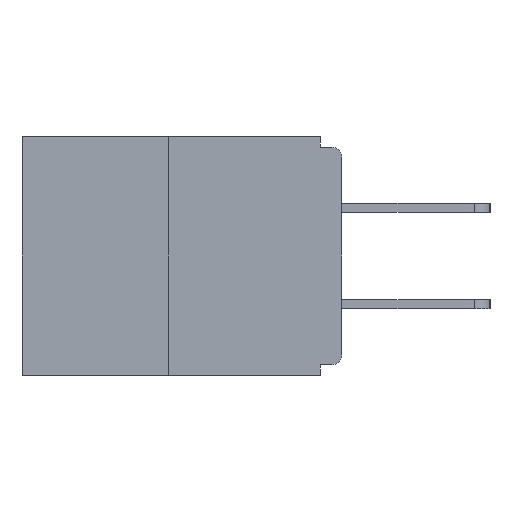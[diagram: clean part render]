
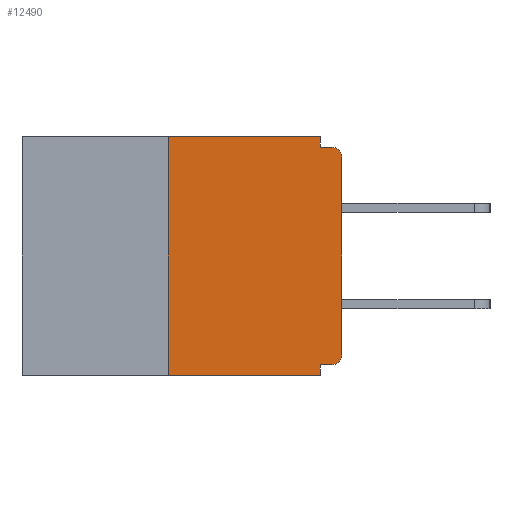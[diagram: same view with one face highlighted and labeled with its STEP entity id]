
A CAD part, left-side view. The second image highlights one B-rep face of the part: STEP entity #12490.
In plain terms, the highlighted planar face has unit normal (-1, 0, 0).
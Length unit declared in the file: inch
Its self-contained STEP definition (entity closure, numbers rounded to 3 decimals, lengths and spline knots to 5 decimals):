
#379 = CARTESIAN_POINT ( 'NONE',  ( 0., 0.25, 0. ) ) ;
#568 = DIRECTION ( 'NONE',  ( 0., 0., 1. ) ) ;
#1558 = ORIENTED_EDGE ( 'NONE', *, *, #16509, .T. ) ;
#1749 = CARTESIAN_POINT ( 'NONE',  ( 0., 0.25, 0. ) ) ;
#2011 = AXIS2_PLACEMENT_3D ( 'NONE', #17590, #2655, #19684 ) ;
#2570 = EDGE_CURVE ( 'NONE', #3694, #21935, #13767, .T. ) ;
#2655 = DIRECTION ( 'NONE',  ( 1., 0., 0. ) ) ;
#2816 = EDGE_CURVE ( 'NONE', #25596, #4816, #26471, .T. ) ;
#3694 = VERTEX_POINT ( 'NONE', #14815 ) ;
#3977 = CARTESIAN_POINT ( 'NONE',  ( 0., 0.015, -0.313 ) ) ;
#4498 = CARTESIAN_POINT ( 'NONE',  ( 0., 0., 0. ) ) ;
#4816 = VERTEX_POINT ( 'NONE', #20438 ) ;
#5406 = ORIENTED_EDGE ( 'NONE', *, *, #11651, .F. ) ;
#5853 = ORIENTED_EDGE ( 'NONE', *, *, #19451, .T. ) ;
#6006 = LINE ( 'NONE', #10325, #19076 ) ;
#6145 = EDGE_CURVE ( 'NONE', #15609, #4816, #6865, .T. ) ;
#6865 = LINE ( 'NONE', #17747, #16796 ) ;
#6934 = CARTESIAN_POINT ( 'NONE',  ( 0., 0., -0.313 ) ) ;
#6948 = EDGE_CURVE ( 'NONE', #21355, #12028, #15575, .T. ) ;
#6976 = FACE_OUTER_BOUND ( 'NONE', #21789, .T. ) ;
#7657 = EDGE_CURVE ( 'NONE', #12028, #15609, #6006, .T. ) ;
#7855 = ORIENTED_EDGE ( 'NONE', *, *, #6948, .F. ) ;
#8211 = EDGE_CURVE ( 'NONE', #21935, #20283, #21559, .T. ) ;
#9249 = ORIENTED_EDGE ( 'NONE', *, *, #8211, .F. ) ;
#9650 = ORIENTED_EDGE ( 'NONE', *, *, #2570, .F. ) ;
#10325 = CARTESIAN_POINT ( 'NONE',  ( 0., 0.031, 0. ) ) ;
#10575 = LINE ( 'NONE', #379, #12218 ) ;
#10667 = DIRECTION ( 'NONE',  ( -1., 0., 0. ) ) ;
#10697 = EDGE_CURVE ( 'NONE', #11707, #25596, #15763, .T. ) ;
#11313 = DIRECTION ( 'NONE',  ( 0., -1., 0. ) ) ;
#11454 = AXIS2_PLACEMENT_3D ( 'NONE', #3977, #14969, #14442 ) ;
#11651 = EDGE_CURVE ( 'NONE', #25921, #21355, #10575, .T. ) ;
#11707 = VERTEX_POINT ( 'NONE', #6934 ) ;
#12028 = VERTEX_POINT ( 'NONE', #13165 ) ;
#12097 = DIRECTION ( 'NONE',  ( 0., 1., 0. ) ) ;
#12218 = VECTOR ( 'NONE', #21327, 39.37008 ) ;
#12490 = ADVANCED_FACE ( 'NONE', ( #6976 ), #13270, .F. ) ;
#12939 = VECTOR ( 'NONE', #12097, 39.37008 ) ;
#13135 = AXIS2_PLACEMENT_3D ( 'NONE', #27504, #10667, #22957 ) ;
#13165 = CARTESIAN_POINT ( 'NONE',  ( 0., 0.031, 0. ) ) ;
#13270 = PLANE ( 'NONE',  #2011 ) ;
#13446 = CARTESIAN_POINT ( 'NONE',  ( 0., 0., -0.03 ) ) ;
#13767 = LINE ( 'NONE', #17962, #12939 ) ;
#13771 = DIRECTION ( 'NONE',  ( 0., -1., 0. ) ) ;
#13780 = ORIENTED_EDGE ( 'NONE', *, *, #7657, .F. ) ;
#14055 = LINE ( 'NONE', #26297, #20450 ) ;
#14143 = CIRCLE ( 'NONE', #11454, 0.015 ) ;
#14442 = DIRECTION ( 'NONE',  ( 0., 0., -1. ) ) ;
#14815 = CARTESIAN_POINT ( 'NONE',  ( 0., 0.015, -0.328 ) ) ;
#14969 = DIRECTION ( 'NONE',  ( -1., 0., 0. ) ) ;
#15554 = DIRECTION ( 'NONE',  ( 0., 0., -1. ) ) ;
#15575 = LINE ( 'NONE', #17965, #18618 ) ;
#15609 = VERTEX_POINT ( 'NONE', #18996 ) ;
#15763 = LINE ( 'NONE', #4498, #24999 ) ;
#16411 = ORIENTED_EDGE ( 'NONE', *, *, #6145, .F. ) ;
#16509 = EDGE_CURVE ( 'NONE', #3694, #11707, #14143, .T. ) ;
#16796 = VECTOR ( 'NONE', #11313, 39.37008 ) ;
#16900 = ORIENTED_EDGE ( 'NONE', *, *, #2816, .T. ) ;
#17590 = CARTESIAN_POINT ( 'NONE',  ( 0., 0.46, 0. ) ) ;
#17747 = CARTESIAN_POINT ( 'NONE',  ( 0., 0., -0.015 ) ) ;
#17962 = CARTESIAN_POINT ( 'NONE',  ( 0., 0., -0.328 ) ) ;
#17965 = CARTESIAN_POINT ( 'NONE',  ( 0., 0.46, 0. ) ) ;
#18618 = VECTOR ( 'NONE', #13771, 39.37008 ) ;
#18705 = DIRECTION ( 'NONE',  ( 0., 0., -1. ) ) ;
#18996 = CARTESIAN_POINT ( 'NONE',  ( 0., 0.031, -0.015 ) ) ;
#19076 = VECTOR ( 'NONE', #18705, 39.37008 ) ;
#19451 = EDGE_CURVE ( 'NONE', #25921, #20283, #14055, .T. ) ;
#19496 = ORIENTED_EDGE ( 'NONE', *, *, #10697, .T. ) ;
#19684 = DIRECTION ( 'NONE',  ( 0., 0., -1. ) ) ;
#20283 = VERTEX_POINT ( 'NONE', #21951 ) ;
#20438 = CARTESIAN_POINT ( 'NONE',  ( 0., 0.015, -0.015 ) ) ;
#20450 = VECTOR ( 'NONE', #26426, 39.37008 ) ;
#21327 = DIRECTION ( 'NONE',  ( 0., 0., 1. ) ) ;
#21355 = VERTEX_POINT ( 'NONE', #1749 ) ;
#21559 = LINE ( 'NONE', #21845, #26181 ) ;
#21789 = EDGE_LOOP ( 'NONE', ( #7855, #5406, #5853, #9249, #9650, #1558, #19496, #16900, #16411, #13780 ) ) ;
#21845 = CARTESIAN_POINT ( 'NONE',  ( 0., 0.031, -0.343 ) ) ;
#21935 = VERTEX_POINT ( 'NONE', #27150 ) ;
#21951 = CARTESIAN_POINT ( 'NONE',  ( 0., 0.031, -0.343 ) ) ;
#22957 = DIRECTION ( 'NONE',  ( 0., 0., -1. ) ) ;
#24999 = VECTOR ( 'NONE', #568, 39.37008 ) ;
#25596 = VERTEX_POINT ( 'NONE', #13446 ) ;
#25921 = VERTEX_POINT ( 'NONE', #27272 ) ;
#26181 = VECTOR ( 'NONE', #15554, 39.37008 ) ;
#26297 = CARTESIAN_POINT ( 'NONE',  ( 0., 0.46, -0.343 ) ) ;
#26426 = DIRECTION ( 'NONE',  ( 0., -1., 0. ) ) ;
#26471 = CIRCLE ( 'NONE', #13135, 0.015 ) ;
#27150 = CARTESIAN_POINT ( 'NONE',  ( 0., 0.031, -0.328 ) ) ;
#27272 = CARTESIAN_POINT ( 'NONE',  ( 0., 0.25, -0.343 ) ) ;
#27504 = CARTESIAN_POINT ( 'NONE',  ( 0., 0.015, -0.03 ) ) ;
